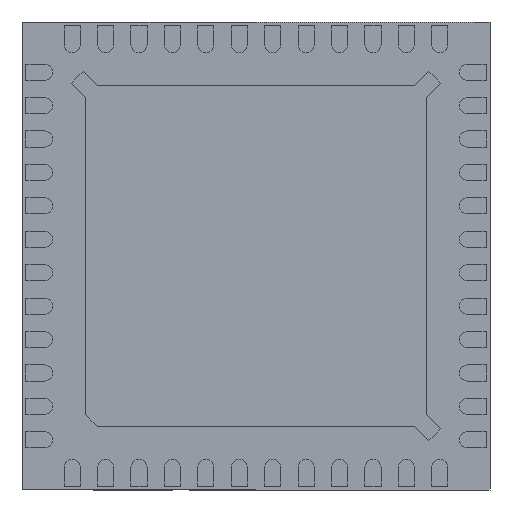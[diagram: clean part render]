
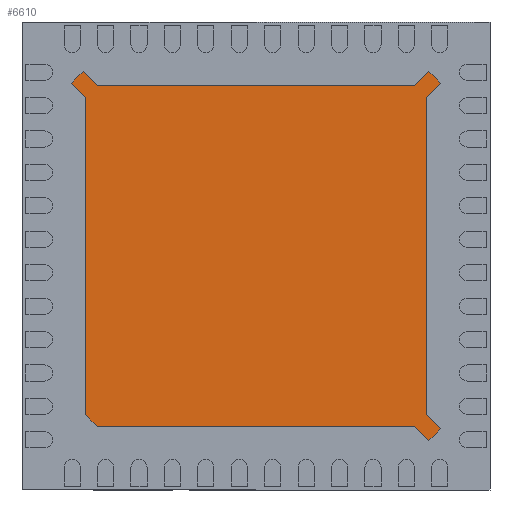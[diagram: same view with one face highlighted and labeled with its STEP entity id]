
A CAD part, front view. The second image highlights one B-rep face of the part: STEP entity #6610.
In plain terms, the highlighted planar face has unit normal (0, -1, 0).
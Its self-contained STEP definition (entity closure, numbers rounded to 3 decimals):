
#121 = CARTESIAN_POINT ( 'NONE',  ( 2.55, 0., -2.373 ) ) ;
#308 = CARTESIAN_POINT ( 'NONE',  ( -2.585, 0., 2.762 ) ) ;
#319 = VERTEX_POINT ( 'NONE', #3922 ) ;
#475 = VECTOR ( 'NONE', #4341, 1000. ) ;
#626 = VERTEX_POINT ( 'NONE', #14635 ) ;
#818 = CARTESIAN_POINT ( 'NONE',  ( -2.373, 0., -2.55 ) ) ;
#947 = VECTOR ( 'NONE', #6062, 1000. ) ;
#957 = PLANE ( 'NONE',  #9859 ) ;
#1469 = VECTOR ( 'NONE', #7846, 1000. ) ;
#1474 = EDGE_CURVE ( 'NONE', #319, #19198, #5631, .T. ) ;
#1790 = LINE ( 'NONE', #15824, #15611 ) ;
#1948 = VERTEX_POINT ( 'NONE', #11106 ) ;
#2032 = CARTESIAN_POINT ( 'NONE',  ( 2.55, 0., 2.373 ) ) ;
#2389 = DIRECTION ( 'NONE',  ( 0.707, 0., 0.707 ) ) ;
#3202 = VERTEX_POINT ( 'NONE', #13088 ) ;
#3248 = ORIENTED_EDGE ( 'NONE', *, *, #14750, .T. ) ;
#3710 = VECTOR ( 'NONE', #20612, 1000. ) ;
#3837 = LINE ( 'NONE', #308, #10836 ) ;
#3922 = CARTESIAN_POINT ( 'NONE',  ( 2.55, 0., -2.373 ) ) ;
#3951 = VERTEX_POINT ( 'NONE', #6955 ) ;
#4022 = CARTESIAN_POINT ( 'NONE',  ( 2.762, 0., 2.585 ) ) ;
#4312 = ORIENTED_EDGE ( 'NONE', *, *, #7264, .T. ) ;
#4341 = DIRECTION ( 'NONE',  ( -0.707, 0., -0.707 ) ) ;
#4580 = CARTESIAN_POINT ( 'NONE',  ( -2.373, 0., -2.55 ) ) ;
#4716 = EDGE_CURVE ( 'NONE', #22471, #3951, #14987, .T. ) ;
#4910 = DIRECTION ( 'NONE',  ( -0.707, 0., 0.707 ) ) ;
#5021 = LINE ( 'NONE', #8535, #5324 ) ;
#5081 = CARTESIAN_POINT ( 'NONE',  ( 2.762, 0., -2.585 ) ) ;
#5243 = CARTESIAN_POINT ( 'NONE',  ( -2.55, 0., 2.373 ) ) ;
#5324 = VECTOR ( 'NONE', #4910, 1000. ) ;
#5550 = CARTESIAN_POINT ( 'NONE',  ( 2.585, 0., 2.762 ) ) ;
#5620 = CARTESIAN_POINT ( 'NONE',  ( -2.762, 0., 2.585 ) ) ;
#5631 = LINE ( 'NONE', #121, #10872 ) ;
#5799 = VECTOR ( 'NONE', #19088, 1000. ) ;
#5954 = EDGE_CURVE ( 'NONE', #22527, #22471, #5021, .T. ) ;
#6062 = DIRECTION ( 'NONE',  ( -1., 0., 0. ) ) ;
#6344 = DIRECTION ( 'NONE',  ( 0., 0., 1. ) ) ;
#6610 = ADVANCED_FACE ( 'NONE', ( #18867 ), #957, .F. ) ;
#6955 = CARTESIAN_POINT ( 'NONE',  ( 2.373, 0., 2.55 ) ) ;
#6976 = VERTEX_POINT ( 'NONE', #818 ) ;
#7191 = ORIENTED_EDGE ( 'NONE', *, *, #12544, .T. ) ;
#7264 = EDGE_CURVE ( 'NONE', #7529, #21242, #21727, .T. ) ;
#7529 = VERTEX_POINT ( 'NONE', #12032 ) ;
#7846 = DIRECTION ( 'NONE',  ( -0.707, 0., -0.707 ) ) ;
#7902 = VECTOR ( 'NONE', #2389, 1000. ) ;
#8501 = DIRECTION ( 'NONE',  ( 0.707, 0., 0.707 ) ) ;
#8535 = CARTESIAN_POINT ( 'NONE',  ( 2.762, 0., 2.585 ) ) ;
#8850 = VECTOR ( 'NONE', #8501, 1000. ) ;
#9147 = VERTEX_POINT ( 'NONE', #22864 ) ;
#9345 = ORIENTED_EDGE ( 'NONE', *, *, #15102, .T. ) ;
#9359 = EDGE_LOOP ( 'NONE', ( #18493, #3248, #11191, #22218, #4312, #9904, #20577, #14372, #17484, #11253, #12771, #9345, #7191, #14034 ) ) ;
#9859 = AXIS2_PLACEMENT_3D ( 'NONE', #11501, #22368, #6344 ) ;
#9904 = ORIENTED_EDGE ( 'NONE', *, *, #16029, .T. ) ;
#10088 = CARTESIAN_POINT ( 'NONE',  ( -2.55, 0., -2.373 ) ) ;
#10383 = CARTESIAN_POINT ( 'NONE',  ( 2.762, 0., -2.585 ) ) ;
#10836 = VECTOR ( 'NONE', #19980, 1000. ) ;
#10872 = VECTOR ( 'NONE', #23055, 1000. ) ;
#10982 = VECTOR ( 'NONE', #19534, 1000. ) ;
#11106 = CARTESIAN_POINT ( 'NONE',  ( -2.373, 0., 2.55 ) ) ;
#11123 = DIRECTION ( 'NONE',  ( -0.707, 0., 0.707 ) ) ;
#11191 = ORIENTED_EDGE ( 'NONE', *, *, #11469, .T. ) ;
#11253 = ORIENTED_EDGE ( 'NONE', *, *, #5954, .T. ) ;
#11469 = EDGE_CURVE ( 'NONE', #9147, #6976, #1790, .T. ) ;
#11501 = CARTESIAN_POINT ( 'NONE',  ( 0., 0., 0. ) ) ;
#11717 = LINE ( 'NONE', #10088, #5799 ) ;
#12032 = CARTESIAN_POINT ( 'NONE',  ( 2.373, 0., -2.55 ) ) ;
#12211 = EDGE_CURVE ( 'NONE', #3202, #17301, #18597, .T. ) ;
#12544 = EDGE_CURVE ( 'NONE', #1948, #3202, #3837, .T. ) ;
#12771 = ORIENTED_EDGE ( 'NONE', *, *, #4716, .T. ) ;
#12866 = LINE ( 'NONE', #20007, #21600 ) ;
#12956 = LINE ( 'NONE', #22096, #947 ) ;
#13088 = CARTESIAN_POINT ( 'NONE',  ( -2.585, 0., 2.762 ) ) ;
#13451 = CARTESIAN_POINT ( 'NONE',  ( 2.55, 0., 2.373 ) ) ;
#13986 = LINE ( 'NONE', #10383, #8850 ) ;
#14034 = ORIENTED_EDGE ( 'NONE', *, *, #12211, .T. ) ;
#14316 = DIRECTION ( 'NONE',  ( 0.707, 0., -0.707 ) ) ;
#14372 = ORIENTED_EDGE ( 'NONE', *, *, #1474, .T. ) ;
#14484 = VERTEX_POINT ( 'NONE', #5081 ) ;
#14635 = CARTESIAN_POINT ( 'NONE',  ( -2.55, 0., 2.373 ) ) ;
#14750 = EDGE_CURVE ( 'NONE', #626, #9147, #11717, .T. ) ;
#14987 = LINE ( 'NONE', #20378, #475 ) ;
#15102 = EDGE_CURVE ( 'NONE', #3951, #1948, #12956, .T. ) ;
#15611 = VECTOR ( 'NONE', #14316, 1000. ) ;
#15824 = CARTESIAN_POINT ( 'NONE',  ( -2.55, 0., -2.373 ) ) ;
#16029 = EDGE_CURVE ( 'NONE', #21242, #14484, #13986, .T. ) ;
#17301 = VERTEX_POINT ( 'NONE', #20996 ) ;
#17484 = ORIENTED_EDGE ( 'NONE', *, *, #21331, .T. ) ;
#17820 = CARTESIAN_POINT ( 'NONE',  ( 2.585, 0., -2.762 ) ) ;
#17863 = CARTESIAN_POINT ( 'NONE',  ( 2.585, 0., -2.762 ) ) ;
#17875 = EDGE_CURVE ( 'NONE', #14484, #319, #12866, .T. ) ;
#18493 = ORIENTED_EDGE ( 'NONE', *, *, #22007, .T. ) ;
#18505 = LINE ( 'NONE', #4580, #3710 ) ;
#18597 = LINE ( 'NONE', #5620, #1469 ) ;
#18867 = FACE_OUTER_BOUND ( 'NONE', #9359, .T. ) ;
#19088 = DIRECTION ( 'NONE',  ( 0., 0., -1. ) ) ;
#19198 = VERTEX_POINT ( 'NONE', #13451 ) ;
#19534 = DIRECTION ( 'NONE',  ( 0.707, 0., -0.707 ) ) ;
#19831 = LINE ( 'NONE', #2032, #7902 ) ;
#19864 = DIRECTION ( 'NONE',  ( 0.707, 0., -0.707 ) ) ;
#19980 = DIRECTION ( 'NONE',  ( -0.707, 0., 0.707 ) ) ;
#20007 = CARTESIAN_POINT ( 'NONE',  ( 2.55, 0., -2.373 ) ) ;
#20040 = EDGE_CURVE ( 'NONE', #6976, #7529, #18505, .T. ) ;
#20378 = CARTESIAN_POINT ( 'NONE',  ( 2.585, 0., 2.762 ) ) ;
#20577 = ORIENTED_EDGE ( 'NONE', *, *, #17875, .T. ) ;
#20612 = DIRECTION ( 'NONE',  ( 1., 0., 0. ) ) ;
#20996 = CARTESIAN_POINT ( 'NONE',  ( -2.762, 0., 2.585 ) ) ;
#21242 = VERTEX_POINT ( 'NONE', #17820 ) ;
#21267 = LINE ( 'NONE', #5243, #21707 ) ;
#21331 = EDGE_CURVE ( 'NONE', #19198, #22527, #19831, .T. ) ;
#21600 = VECTOR ( 'NONE', #11123, 1000. ) ;
#21707 = VECTOR ( 'NONE', #19864, 1000. ) ;
#21727 = LINE ( 'NONE', #17863, #10982 ) ;
#22007 = EDGE_CURVE ( 'NONE', #17301, #626, #21267, .T. ) ;
#22096 = CARTESIAN_POINT ( 'NONE',  ( -2.373, 0., 2.55 ) ) ;
#22218 = ORIENTED_EDGE ( 'NONE', *, *, #20040, .T. ) ;
#22368 = DIRECTION ( 'NONE',  ( 0., 1., 0. ) ) ;
#22471 = VERTEX_POINT ( 'NONE', #5550 ) ;
#22527 = VERTEX_POINT ( 'NONE', #4022 ) ;
#22864 = CARTESIAN_POINT ( 'NONE',  ( -2.55, 0., -2.373 ) ) ;
#23055 = DIRECTION ( 'NONE',  ( 0., 0., 1. ) ) ;
